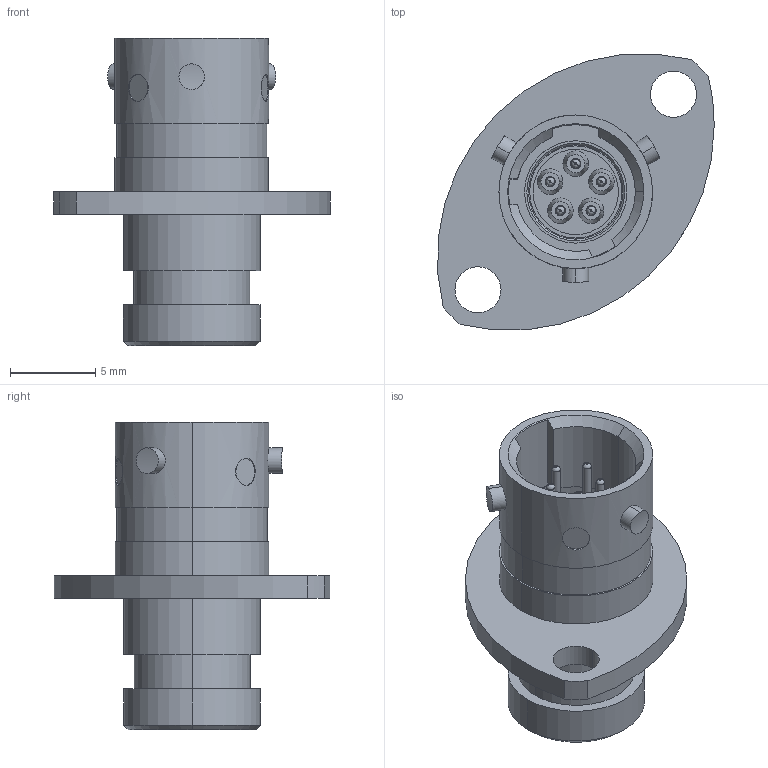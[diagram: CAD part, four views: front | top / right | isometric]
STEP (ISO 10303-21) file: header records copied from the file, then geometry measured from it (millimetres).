
FILE_DESCRIPTION (( 'STEP AP203' ), '1' );
FILE_NAME ('ASU003-05PD-HE.STEP', '2021-02-10T11:35:53', ( 'TE Connectivity' ), ( 'TE Connectivity' ), 'SwSTEP 2.0', 'SolidWorks 2016', '' );
FILE_SCHEMA (( 'CONFIG_CONTROL_DESIGN' ));
Length unit declared in the file: millimetre
Products named in the file (1): ASU003-05PD-HE
Bounding box: 16.19 x 16.15 x 18.01 mm (x, y, z)
Volume: 1016.2 mm3; surface area: 2488.8 mm2
Topology: 14 solids, 14 shells, 614 faces, 1436 edges, 875 vertices
Faces by surface type: cylinder 309, plane 137, cone 102, torus 56, sphere 10
Entity records: 18145 total; most frequent: CARTESIAN_POINT 3566, DIRECTION 3356, ORIENTED_EDGE 2812, EDGE_CURVE 1406, AXIS2_PLACEMENT_3D 1403, VERTEX_POINT 865, CIRCLE 788, EDGE_LOOP 723
